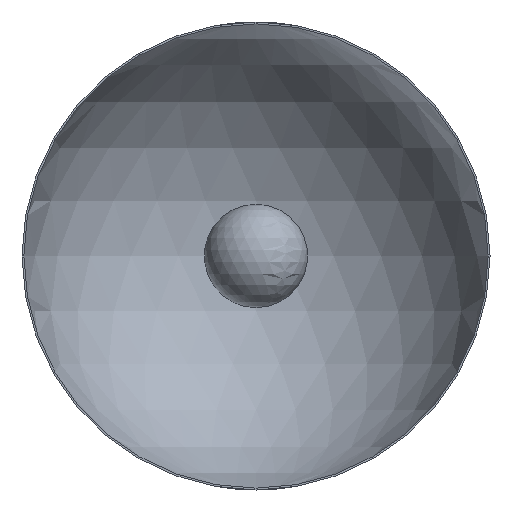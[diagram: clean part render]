
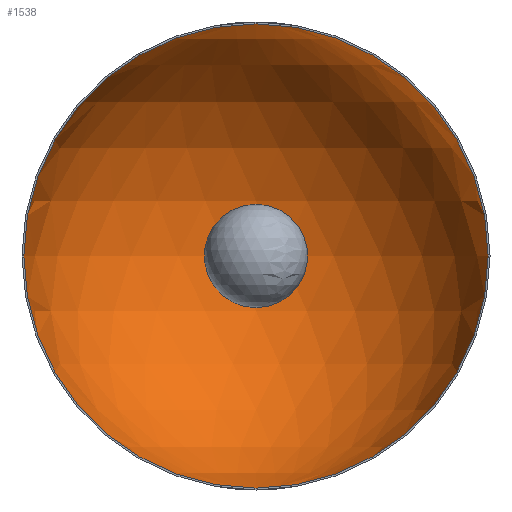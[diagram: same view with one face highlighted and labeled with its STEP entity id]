
A CAD part, front view. The second image highlights one B-rep face of the part: STEP entity #1538.
In plain terms, the highlighted spherical face has radius 248 mm.
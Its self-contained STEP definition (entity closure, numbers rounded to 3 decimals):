
#327=FACE_OUTER_BOUND('',#460,.T.);
#460=EDGE_LOOP('',(#1108));
#648=CIRCLE('',#1694,246.757);
#768=VERTEX_POINT('',#2454);
#908=EDGE_CURVE('',#768,#768,#648,.T.);
#1108=ORIENTED_EDGE('',*,*,#908,.F.);
#1508=SPHERICAL_SURFACE('',#1693,248.);
#1538=ADVANCED_FACE('',(#327),#1508,.F.);
#1693=AXIS2_PLACEMENT_3D('',#2453,#1936,#1937);
#1694=AXIS2_PLACEMENT_3D('',#2455,#1938,#1939);
#1936=DIRECTION('center_axis',(0.,0.,
-1.));
#1937=DIRECTION('ref_axis',(1.,0.,0.));
#1938=DIRECTION('center_axis',(0.,1.,0.));
#1939=DIRECTION('ref_axis',(-1.,0.,0.));
#2453=CARTESIAN_POINT('Origin',(0.,0.,0.));
#2454=CARTESIAN_POINT('',(246.757,24.8,0.));
#2455=CARTESIAN_POINT('Origin',(0.,24.8,0.));
